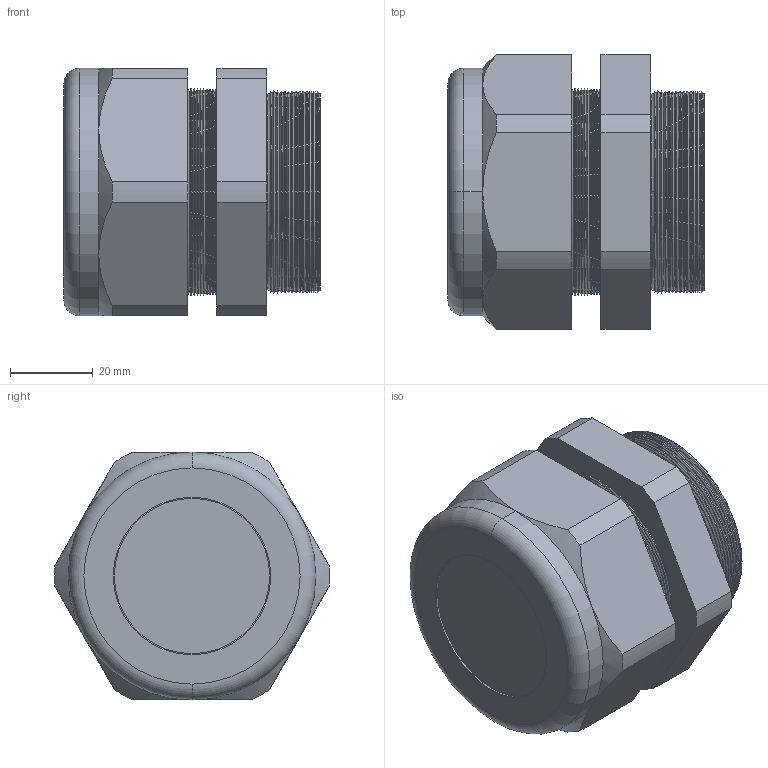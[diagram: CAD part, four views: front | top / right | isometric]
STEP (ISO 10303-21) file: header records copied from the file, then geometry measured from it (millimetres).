
FILE_DESCRIPTION (( 'STEP AP203' ), '1' );
FILE_NAME ('CD50MP-GY.STEP', '2008-11-25T07:16:46', ( 'bay06' ), ( '' ), 'SwSTEP 2.0', 'SolidWorks 2007', '' );
FILE_SCHEMA (( 'CONFIG_CONTROL_DESIGN' ));
Length unit declared in the file: inch
Products named in the file (1): CD50MP-GY
Bounding box: 61.98 x 66.52 x 59.94 mm (x, y, z)
Volume: 103835.2 mm3; surface area: 30752.6 mm2
Topology: 2 solids, 2 shells, 190 faces, 398 edges, 216 vertices
Faces by surface type: cone 144, cylinder 20, plane 20, torus 6
Entity records: 5117 total; most frequent: DIRECTION 966, CARTESIAN_POINT 909, ORIENTED_EDGE 796, EDGE_CURVE 398, AXIS2_PLACEMENT_3D 389, VERTEX_POINT 216, CIRCLE 198, EDGE_LOOP 196
